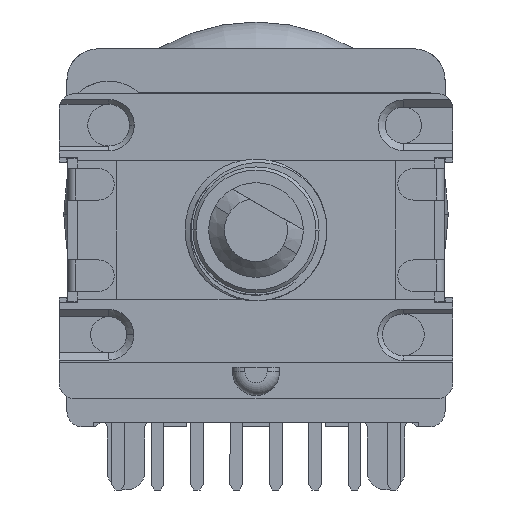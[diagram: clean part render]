
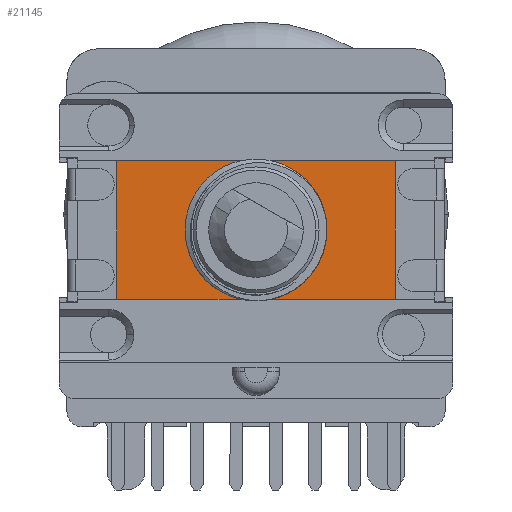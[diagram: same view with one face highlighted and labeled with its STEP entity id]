
A CAD part, front view. The second image highlights one B-rep face of the part: STEP entity #21145.
In plain terms, the highlighted face is planar.
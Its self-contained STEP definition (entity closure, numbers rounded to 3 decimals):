
#918 = ORIENTED_EDGE ( 'NONE', *, *, #11577, .T. ) ;
#919 = ORIENTED_EDGE ( 'NONE', *, *, #11131, .T. ) ;
#920 = ORIENTED_EDGE ( 'NONE', *, *, #18351, .F. ) ;
#921 = ORIENTED_EDGE ( 'NONE', *, *, #18354, .T. ) ;
#922 = ORIENTED_EDGE ( 'NONE', *, *, #11472, .T. ) ;
#923 = ORIENTED_EDGE ( 'NONE', *, *, #11479, .T. ) ;
#924 = ORIENTED_EDGE ( 'NONE', *, *, #11097, .T. ) ;
#925 = ORIENTED_EDGE ( 'NONE', *, *, #18349, .T. ) ;
#926 = ORIENTED_EDGE ( 'NONE', *, *, #18358, .F. ) ;
#927 = ORIENTED_EDGE ( 'NONE', *, *, #18348, .F. ) ;
#928 = ORIENTED_EDGE ( 'NONE', *, *, #18362, .F. ) ;
#929 = ORIENTED_EDGE ( 'NONE', *, *, #11377, .F. ) ;
#930 = ORIENTED_EDGE ( 'NONE', *, *, #11287, .F. ) ;
#2921 = CARTESIAN_POINT ( 'NONE',  ( 4., 0., 6.4 ) ) ;
#2950 = CARTESIAN_POINT ( 'NONE',  ( -2.815, 1.625, 6.4 ) ) ;
#2975 = CARTESIAN_POINT ( 'NONE',  ( 2.815, -1.625, 6.4 ) ) ;
#2993 = CARTESIAN_POINT ( 'NONE',  ( 1.605, -3.664, 6.4 ) ) ;
#3230 = AXIS2_PLACEMENT_3D ( 'NONE', #12838, #12840, #12841 ) ;
#3249 = AXIS2_PLACEMENT_3D ( 'NONE', #13379, #13384, #13385 ) ;
#3267 = AXIS2_PLACEMENT_3D ( 'NONE', #13608, #13609, #13610 ) ;
#3320 = AXIS2_PLACEMENT_3D ( 'NONE', #7770, #7772, #7773 ) ;
#3355 = AXIS2_PLACEMENT_3D ( 'NONE', #8580, #8595, #8596 ) ;
#4520 = EDGE_LOOP ( 'NONE', ( #920, #921, #922, #923, #924, #925, #926, #927, #928, #929, #930 ) ) ;
#4525 = EDGE_LOOP ( 'NONE', ( #918, #919 ) ) ;
#7341 = VERTEX_POINT ( 'NONE', #2921 ) ;
#7370 = VERTEX_POINT ( 'NONE', #2950 ) ;
#7395 = VERTEX_POINT ( 'NONE', #2975 ) ;
#7413 = VERTEX_POINT ( 'NONE', #2993 ) ;
#7508 = CARTESIAN_POINT ( 'NONE',  ( -8.85, 4.4, 6.4 ) ) ;
#7509 = DIRECTION ( 'NONE',  ( 0., -1., 0. ) ) ;
#7524 = CARTESIAN_POINT ( 'NONE',  ( -8.85, -4.4, 6.4 ) ) ;
#7525 = DIRECTION ( 'NONE',  ( 1., 0., 0. ) ) ;
#7770 = CARTESIAN_POINT ( 'NONE',  ( 0., 0., 6.4 ) ) ;
#7772 = DIRECTION ( 'NONE',  ( 0., 0., -1. ) ) ;
#7773 = DIRECTION ( 'NONE',  ( 1., 0., 0. ) ) ;
#8121 = CARTESIAN_POINT ( 'NONE',  ( -8.85, 4.4, 6.4 ) ) ;
#8154 = CARTESIAN_POINT ( 'NONE',  ( 0.943, 4.4, 6.4 ) ) ;
#8161 = CARTESIAN_POINT ( 'NONE',  ( 1.663, -3.796, 6.4 ) ) ;
#8255 = CARTESIAN_POINT ( 'NONE',  ( -8.85, -4.4, 6.4 ) ) ;
#8264 = CARTESIAN_POINT ( 'NONE',  ( 0., 4.4, 6.4 ) ) ;
#8281 = CARTESIAN_POINT ( 'NONE',  ( 0., 4., 6.4 ) ) ;
#8283 = CARTESIAN_POINT ( 'NONE',  ( 8.85, 4.4, 6.4 ) ) ;
#8300 = CARTESIAN_POINT ( 'NONE',  ( 3.81, 2.394, 6.4 ) ) ;
#8306 = CARTESIAN_POINT ( 'NONE',  ( 8.85, -4.4, 6.4 ) ) ;
#8552 = CARTESIAN_POINT ( 'NONE',  ( 1.663, -3.796, 6.4 ) ) ;
#8555 = CARTESIAN_POINT ( 'NONE',  ( 1.955, -3.685, 6.4 ) ) ;
#8556 = CARTESIAN_POINT ( 'NONE',  ( 2.233, -3.542, 6.4 ) ) ;
#8557 = CARTESIAN_POINT ( 'NONE',  ( 2.752, -3.197, 6.4 ) ) ;
#8558 = CARTESIAN_POINT ( 'NONE',  ( 2.987, -2.998, 6.4 ) ) ;
#8559 = CARTESIAN_POINT ( 'NONE',  ( 3.413, -2.551, 6.4 ) ) ;
#8560 = CARTESIAN_POINT ( 'NONE',  ( 3.605, -2.301, 6.4 ) ) ;
#8561 = CARTESIAN_POINT ( 'NONE',  ( 3.924, -1.773, 6.4 ) ) ;
#8562 = CARTESIAN_POINT ( 'NONE',  ( 4.056, -1.494, 6.4 ) ) ;
#8563 = CARTESIAN_POINT ( 'NONE',  ( 4.258, -0.903, 6.4 ) ) ;
#8564 = CARTESIAN_POINT ( 'NONE',  ( 4.325, -0.602, 6.4 ) ) ;
#8565 = CARTESIAN_POINT ( 'NONE',  ( 4.395, 0.011, 6.4 ) ) ;
#8566 = CARTESIAN_POINT ( 'NONE',  ( 4.397, 0.325, 6.4 ) ) ;
#8567 = CARTESIAN_POINT ( 'NONE',  ( 4.337, 0.94, 6.4 ) ) ;
#8568 = CARTESIAN_POINT ( 'NONE',  ( 4.275, 1.242, 6.4 ) ) ;
#8569 = CARTESIAN_POINT ( 'NONE',  ( 4.088, 1.836, 6.4 ) ) ;
#8570 = CARTESIAN_POINT ( 'NONE',  ( 3.964, 2.122, 6.4 ) ) ;
#8571 = CARTESIAN_POINT ( 'NONE',  ( 3.81, 2.394, 6.4 ) ) ;
#8572 = CARTESIAN_POINT ( 'NONE',  ( -8.85, 4.4, 6.4 ) ) ;
#8573 = DIRECTION ( 'NONE',  ( -1., 0., 0. ) ) ;
#8577 = CARTESIAN_POINT ( 'NONE',  ( 0., -4.4, 6.4 ) ) ;
#8578 = DIRECTION ( 'NONE',  ( 0., -1., 0. ) ) ;
#8580 = CARTESIAN_POINT ( 'NONE',  ( 0., 0., 6.4 ) ) ;
#8585 = CARTESIAN_POINT ( 'NONE',  ( -8.85, 4.4, 6.4 ) ) ;
#8586 = DIRECTION ( 'NONE',  ( -1., 0., 0. ) ) ;
#8595 = DIRECTION ( 'NONE',  ( 0., 0., 1. ) ) ;
#8596 = DIRECTION ( 'NONE',  ( 1., 0., 0. ) ) ;
#8606 = CARTESIAN_POINT ( 'NONE',  ( 1.605, -3.664, 6.4 ) ) ;
#8607 = CARTESIAN_POINT ( 'NONE',  ( 1.663, -3.796, 6.4 ) ) ;
#8834 = CIRCLE ( 'NONE', #3320, 3.25 ) ;
#9069 = LINE ( 'NONE', #8572, #9073 ) ;
#9073 = VECTOR ( 'NONE', #8573, 1000. ) ;
#9077 = LINE ( 'NONE', #8577, #9078 ) ;
#9078 = VECTOR ( 'NONE', #8578, 1000. ) ;
#9082 = LINE ( 'NONE', #8585, #9083 ) ;
#9083 = VECTOR ( 'NONE', #8586, 1000. ) ;
#9088 = CIRCLE ( 'NONE', #3355, 4.5 ) ;
#11097 = EDGE_CURVE ( 'NONE', #17209, #17186, #11870, .T. ) ;
#11131 = EDGE_CURVE ( 'NONE', #7370, #7395, #11946, .T. ) ;
#11287 = EDGE_CURVE ( 'NONE', #17184, #7341, #12176, .T. ) ;
#11377 = EDGE_CURVE ( 'NONE', #7341, #7413, #12325, .T. ) ;
#11472 = EDGE_CURVE ( 'NONE', #16922, #17149, #12491, .T. ) ;
#11479 = EDGE_CURVE ( 'NONE', #17149, #17209, #12500, .T. ) ;
#11577 = EDGE_CURVE ( 'NONE', #7395, #7370, #8834, .T. ) ;
#11870 = LINE ( 'NONE', #12757, #11886 ) ;
#11886 = VECTOR ( 'NONE', #12762, 1000. ) ;
#11946 = CIRCLE ( 'NONE', #3230, 3.25 ) ;
#12176 = CIRCLE ( 'NONE', #3249, 4. ) ;
#12325 = CIRCLE ( 'NONE', #3267, 4. ) ;
#12491 = LINE ( 'NONE', #7508, #12492 ) ;
#12492 = VECTOR ( 'NONE', #7509, 1000. ) ;
#12498 = VECTOR ( 'NONE', #7525, 1000. ) ;
#12500 = LINE ( 'NONE', #7524, #12498 ) ;
#12606 =( BOUNDED_CURVE ( )  B_SPLINE_CURVE ( 1, ( #8606, #8607 ),
 .UNSPECIFIED., .F., .T. ) 
 B_SPLINE_CURVE_WITH_KNOTS ( ( 2, 2 ),
 ( 0., 0. ),
 .UNSPECIFIED. ) 
 CURVE ( )  GEOMETRIC_REPRESENTATION_ITEM ( )  RATIONAL_B_SPLINE_CURVE ( ( 0.962, 0.962 ) ) 
 REPRESENTATION_ITEM ( '' )  );
#12757 = CARTESIAN_POINT ( 'NONE',  ( 8.85, 4.4, 6.4 ) ) ;
#12762 = DIRECTION ( 'NONE',  ( 0., 1., 0. ) ) ;
#12838 = CARTESIAN_POINT ( 'NONE',  ( 0., 0., 6.4 ) ) ;
#12840 = DIRECTION ( 'NONE',  ( 0., 0., -1. ) ) ;
#12841 = DIRECTION ( 'NONE',  ( 1., 0., 0. ) ) ;
#13379 = CARTESIAN_POINT ( 'NONE',  ( 0., 0., 6.4 ) ) ;
#13384 = DIRECTION ( 'NONE',  ( 0., 0., -1. ) ) ;
#13385 = DIRECTION ( 'NONE',  ( 1., 0., 0. ) ) ;
#13608 = CARTESIAN_POINT ( 'NONE',  ( 0., 0., 6.4 ) ) ;
#13609 = DIRECTION ( 'NONE',  ( 0., 0., -1. ) ) ;
#13610 = DIRECTION ( 'NONE',  ( 1., 0., 0. ) ) ;
#15533 = CARTESIAN_POINT ( 'NONE',  ( -8.85, -4.4, 6.4 ) ) ;
#15537 = PLANE ( 'NONE',  #16329 ) ;
#15545 = DIRECTION ( 'NONE',  ( 0., 0., 1. ) ) ;
#15546 = DIRECTION ( 'NONE',  ( 1., 0., 0. ) ) ;
#16329 = AXIS2_PLACEMENT_3D ( 'NONE', #15533, #15545, #15546 ) ;
#16922 = VERTEX_POINT ( 'NONE', #8121 ) ;
#16976 = VERTEX_POINT ( 'NONE', #8154 ) ;
#16988 = VERTEX_POINT ( 'NONE', #8161 ) ;
#17149 = VERTEX_POINT ( 'NONE', #8255 ) ;
#17162 = VERTEX_POINT ( 'NONE', #8264 ) ;
#17184 = VERTEX_POINT ( 'NONE', #8281 ) ;
#17186 = VERTEX_POINT ( 'NONE', #8283 ) ;
#17203 = VERTEX_POINT ( 'NONE', #8300 ) ;
#17209 = VERTEX_POINT ( 'NONE', #8306 ) ;
#18252 = B_SPLINE_CURVE_WITH_KNOTS ( 'NONE', 3,
 ( #8552, #8555, #8556, #8557, #8558, #8559, #8560, #8561, #8562, #8563, #8564, #8565, #8566, #8567, #8568, #8569, #8570, #8571 ),
 .UNSPECIFIED., .F., .F.,
 ( 4, 2, 2, 2, 2, 2, 2, 2, 4 ),
 ( 0., 0.001, 0.002, 0.003, 0.004, 0.005, 0.006, 0.007, 0.007 ),
 .UNSPECIFIED. ) ;
#18348 = EDGE_CURVE ( 'NONE', #16988, #17203, #18252, .T. ) ;
#18349 = EDGE_CURVE ( 'NONE', #17186, #16976, #9069, .T. ) ;
#18351 = EDGE_CURVE ( 'NONE', #17162, #17184, #9077, .T. ) ;
#18354 = EDGE_CURVE ( 'NONE', #17162, #16922, #9082, .T. ) ;
#18358 = EDGE_CURVE ( 'NONE', #17203, #16976, #9088, .T. ) ;
#18362 = EDGE_CURVE ( 'NONE', #7413, #16988, #12606, .T. ) ;
#18504 = FACE_OUTER_BOUND ( 'NONE', #4520, .T. ) ;
#18509 = FACE_BOUND ( 'NONE', #4525, .T. ) ;
#21145 = ADVANCED_FACE ( 'NONE', ( #18509, #18504 ), #15537, .T. ) ;
